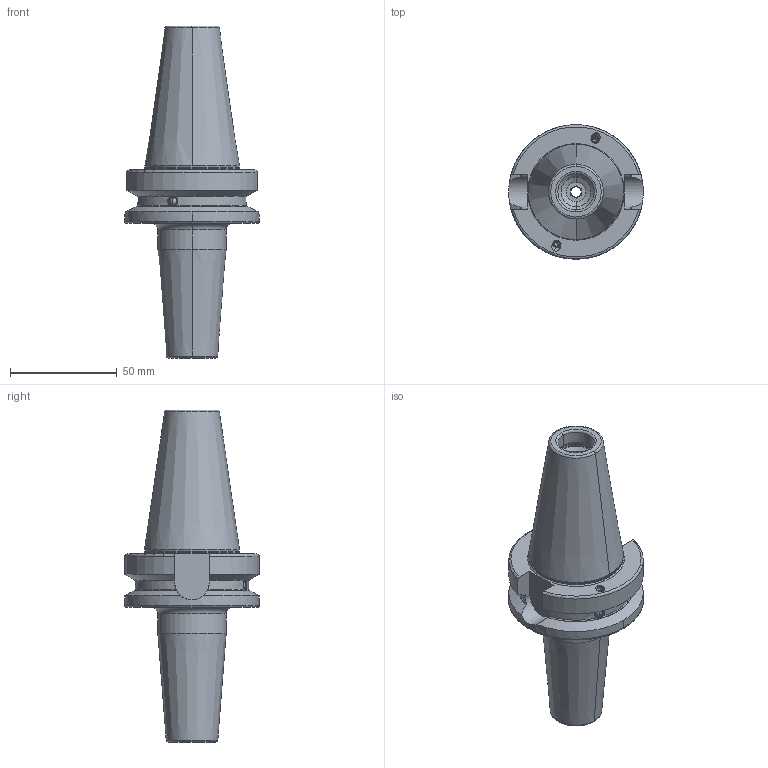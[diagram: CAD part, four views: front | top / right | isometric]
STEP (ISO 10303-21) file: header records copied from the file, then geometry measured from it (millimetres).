
FILE_DESCRIPTION((''),'2;1');
FILE_NAME('406_70_12_K','2020-09-02T',('101107'),(''),'CREO PARAMETRIC BY PTC INC, 2016260','CREO PARAMETRIC BY PTC INC, 2016260','');
FILE_SCHEMA(('CONFIG_CONTROL_DESIGN'));
Length unit declared in the file: millimetre
Products named in the file (1): 406_70_12_K
Bounding box: 63 x 63 x 155.4 mm (x, y, z)
Volume: 154164.7 mm3; surface area: 31707.2 mm2
Topology: 1 solids, 7 shells, 267 faces, 600 edges, 340 vertices
Faces by surface type: cone 102, cylinder 72, plane 55, torus 30, sphere 8
Entity records: 7937 total; most frequent: CARTESIAN_POINT 2003, DIRECTION 1308, ORIENTED_EDGE 1176, EDGE_CURVE 588, AXIS2_PLACEMENT_3D 538, VERTEX_POINT 340, EDGE_LOOP 286, CIRCLE 268
